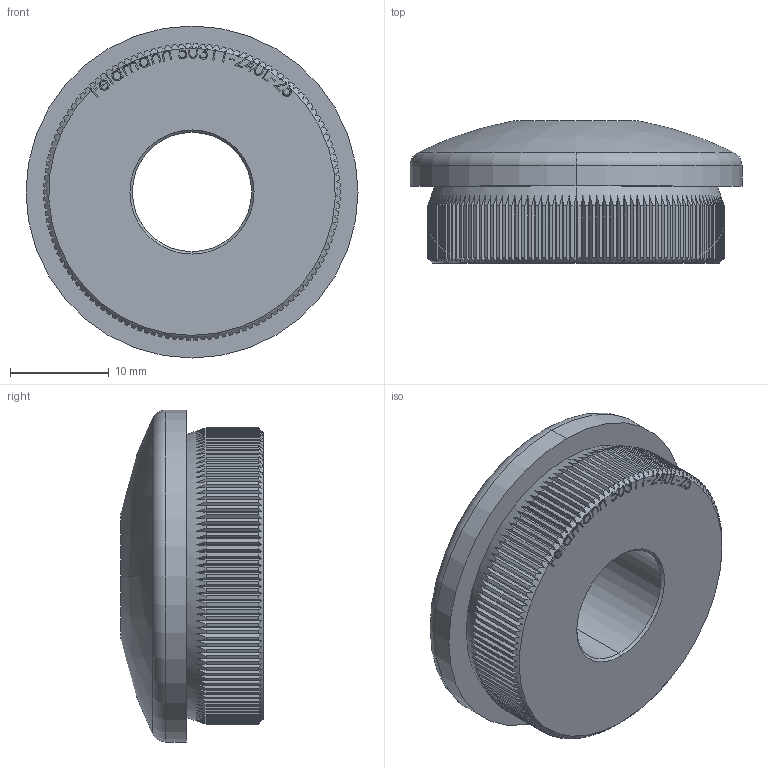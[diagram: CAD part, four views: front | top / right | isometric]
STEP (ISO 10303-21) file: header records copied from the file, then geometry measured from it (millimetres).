
FILE_DESCRIPTION (( 'STEP AP203' ), '1' );
FILE_NAME ('50308-240L.step', '2018-10-25T11:49:47', ( '' ), ( '' ), 'SwSTEP 2.0', 'SolidWorks 2015', '' );
FILE_SCHEMA (( 'CONFIG_CONTROL_DESIGN' ));
Length unit declared in the file: millimetre
Products named in the file (1): 50308-240L
Bounding box: 33.7 x 14.44 x 33.7 mm (x, y, z)
Volume: 8295.5 mm3; surface area: 3542 mm2
Topology: 1 solids, 1 shells, 648 faces, 1907 edges, 1268 vertices
Faces by surface type: plane 394, cylinder 134, bspline 108, cone 8, torus 2, sphere 2
Entity records: 27296 total; most frequent: CARTESIAN_POINT 11513, ORIENTED_EDGE 3814, DIRECTION 2533, EDGE_CURVE 1907, VERTEX_POINT 1268, AXIS2_PLACEMENT_3D 870, VECTOR 793, LINE 793
